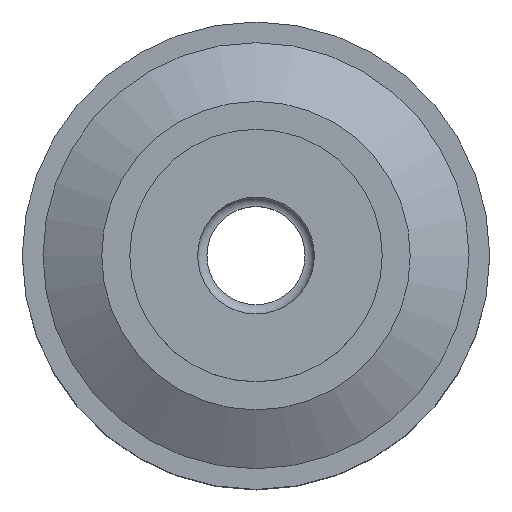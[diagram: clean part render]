
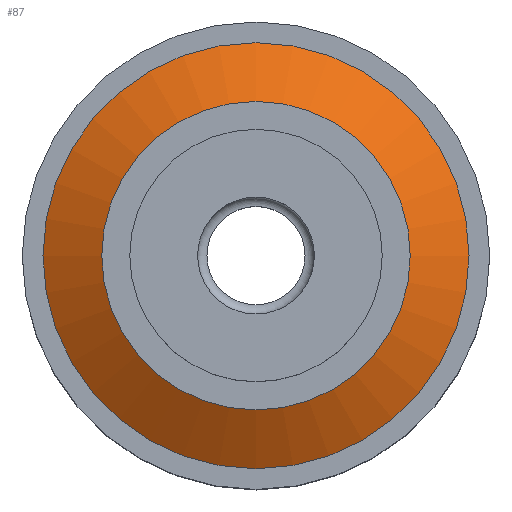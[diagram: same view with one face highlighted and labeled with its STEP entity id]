
A CAD part, top view. The second image highlights one B-rep face of the part: STEP entity #87.
In plain terms, the highlighted conical face has half-angle 60.546 degrees and reference radius 16.5 mm.
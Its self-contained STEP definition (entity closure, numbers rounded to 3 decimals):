
#87 = ADVANCED_FACE( '', ( #171, #172 ), #173, .T. );
#171 = FACE_OUTER_BOUND( '', #357, .T. );
#172 = FACE_BOUND( '', #358, .T. );
#173 = CONICAL_SURFACE( '', #359, 16.5, 1.057 );
#357 = EDGE_LOOP( '', ( #563 ) );
#358 = EDGE_LOOP( '', ( #564 ) );
#359 = AXIS2_PLACEMENT_3D( '', #565, #566, #567 );
#563 = ORIENTED_EDGE( '', *, *, #835, .F. );
#564 = ORIENTED_EDGE( '', *, *, #827, .T. );
#565 = CARTESIAN_POINT( '', ( 0., 0., 45.5 ) );
#566 = DIRECTION( '', ( 0., 0., -1. ) );
#567 = DIRECTION( '', ( -1., 0., 0. ) );
#827 = EDGE_CURVE( '', #893, #893, #894, .T. );
#835 = EDGE_CURVE( '', #909, #909, #910, .T. );
#893 = VERTEX_POINT( '', #1017 );
#894 = CIRCLE( '', #1018, 16.5 );
#909 = VERTEX_POINT( '', #1033 );
#910 = CIRCLE( '', #1034, 22.786 );
#1017 = CARTESIAN_POINT( '', ( -16.5, 0., 45.5 ) );
#1018 = AXIS2_PLACEMENT_3D( '', #1145, #1146, #1147 );
#1033 = CARTESIAN_POINT( '', ( -22.786, 0., 41.95 ) );
#1034 = AXIS2_PLACEMENT_3D( '', #1169, #1170, #1171 );
#1145 = CARTESIAN_POINT( '', ( 0., 0., 45.5 ) );
#1146 = DIRECTION( '', ( 0., 0., -1. ) );
#1147 = DIRECTION( '', ( -1., 0., 0. ) );
#1169 = CARTESIAN_POINT( '', ( 0., 0., 41.95 ) );
#1170 = DIRECTION( '', ( 0., 0., -1. ) );
#1171 = DIRECTION( '', ( -1., 0., 0. ) );
